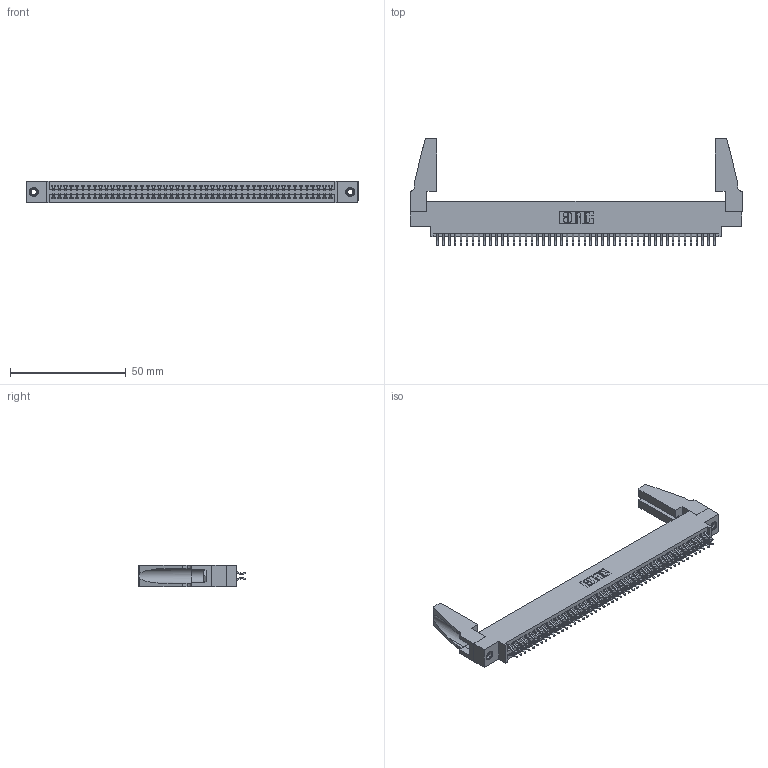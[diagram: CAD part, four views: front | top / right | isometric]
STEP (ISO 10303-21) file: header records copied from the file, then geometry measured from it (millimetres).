
FILE_DESCRIPTION (( 'STEP AP203' ), '1' );
FILE_NAME ('345-096-556-888.STEP', '2019-11-02T09:05:41', ( '' ), ( '' ), 'SwSTEP 2.0', 'SolidWorks 2016', '' );
FILE_SCHEMA (( 'CONFIG_CONTROL_DESIGN' ));
Length unit declared in the file: inch
Products named in the file (5): 345-220-078_345-220-088; 345 Part_0.170 Offset - 0.156 Dia-TH; 345-096-556-888; 345-250-001_345-250-001-102; 345-292-001_556 Tail
Assembly tree (101 placements, depth 2):
  345-096-556-888
    345 Part_0.170 Offset - 0.156 Dia-TH
    345-292-001_556 Tail  x96
    345-250-001_345-250-001-102  x2
    345-220-078_345-220-088  x2
Bounding box: 143.15 x 46.41 x 9.4 mm (x, y, z)
Volume: 17097.1 mm3; surface area: 23762.5 mm2
Topology: 101 solids, 101 shells, 5630 faces, 16699 edges, 10994 vertices
Faces by surface type: plane 3708, cylinder 1906, cone 12, torus 4
Entity records: 39354 total; most frequent: CARTESIAN_POINT 6602, ORIENTED_EDGE 6484, DIRECTION 5806, EDGE_CURVE 3242, LINE 2868, VECTOR 2868, VERTEX_POINT 2154, AXIS2_PLACEMENT_3D 1469
